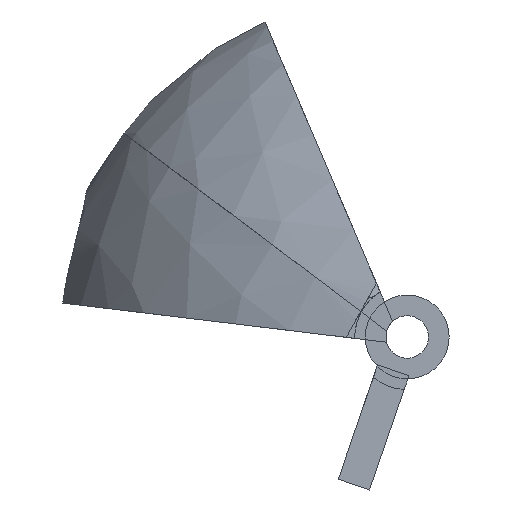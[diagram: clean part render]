
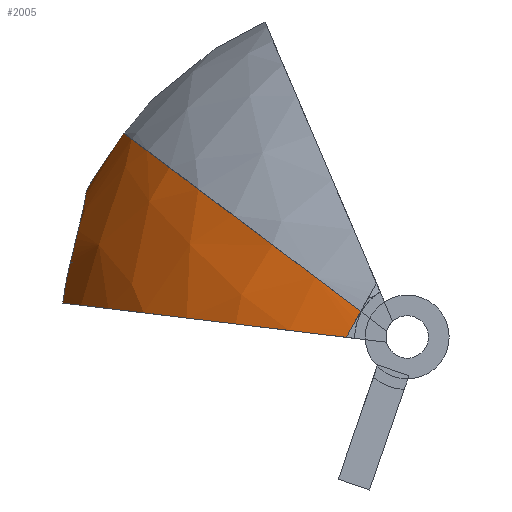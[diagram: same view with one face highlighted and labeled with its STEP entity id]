
A CAD part, left-side view. The second image highlights one B-rep face of the part: STEP entity #2005.
In plain terms, the highlighted spherical face has radius 14.75 mm.
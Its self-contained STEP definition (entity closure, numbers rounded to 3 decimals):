
#28=SPHERICAL_SURFACE('',#2181,14.75);
#76=B_SPLINE_CURVE_WITH_KNOTS('',3,(#3144,#3145,#3146,#3147,#3148,#3149,
#3150,#3151,#3152,#3153,#3154,#3155,#3156),.UNSPECIFIED.,.F.,.F.,(4,2,3,
2,2,4),(-0.2,-0.113,0.,0.113,0.226,
0.226),.UNSPECIFIED.);
#79=B_SPLINE_CURVE_WITH_KNOTS('',3,(#3187,#3188,#3189,#3190,#3191,#3192,
#3193,#3194,#3195,#3196,#3197,#3198,#3199),.UNSPECIFIED.,.F.,.F.,(4,2,2,
3,2,4),(-0.226,-0.226,-0.113,0.,0.113,
0.224),.UNSPECIFIED.);
#83=B_SPLINE_CURVE_WITH_KNOTS('',3,(#3248,#3249,#3250,#3251,#3252,#3253),
 .UNSPECIFIED.,.F.,.F.,(4,2,4),(0.935,0.995,1.06),
 .UNSPECIFIED.);
#142=CIRCLE('',#2157,14.359);
#145=CIRCLE('',#2161,14.297);
#147=CIRCLE('',#2166,14.75);
#148=CIRCLE('',#2168,14.75);
#156=CIRCLE('',#2182,14.598);
#157=CIRCLE('',#2183,14.749);
#158=CIRCLE('',#2184,14.598);
#267=FACE_OUTER_BOUND('',#389,.T.);
#389=EDGE_LOOP('',(#1469,#1470,#1471,#1472,#1473,#1474,#1475,#1476,#1477,
#1478));
#824=VERTEX_POINT('',#3125);
#825=VERTEX_POINT('',#3126);
#830=VERTEX_POINT('',#3137);
#831=VERTEX_POINT('',#3139);
#832=VERTEX_POINT('',#3143);
#835=VERTEX_POINT('',#3185);
#837=VERTEX_POINT('',#3203);
#838=VERTEX_POINT('',#3207);
#848=VERTEX_POINT('',#3255);
#849=VERTEX_POINT('',#3257);
#1048=EDGE_CURVE('',#824,#825,#142,.T.);
#1054=EDGE_CURVE('',#831,#830,#145,.T.);
#1056=EDGE_CURVE('',#832,#824,#76,.T.);
#1061=EDGE_CURVE('',#830,#835,#79,.T.);
#1064=EDGE_CURVE('',#825,#837,#147,.F.);
#1065=EDGE_CURVE('',#838,#831,#148,.F.);
#1080=EDGE_CURVE('',#835,#832,#83,.T.);
#1081=EDGE_CURVE('',#848,#837,#156,.T.);
#1082=EDGE_CURVE('',#849,#848,#157,.F.);
#1083=EDGE_CURVE('',#838,#849,#158,.T.);
#1469=ORIENTED_EDGE('',*,*,#1048,.T.);
#1470=ORIENTED_EDGE('',*,*,#1064,.T.);
#1471=ORIENTED_EDGE('',*,*,#1081,.F.);
#1472=ORIENTED_EDGE('',*,*,#1082,.F.);
#1473=ORIENTED_EDGE('',*,*,#1083,.F.);
#1474=ORIENTED_EDGE('',*,*,#1065,.T.);
#1475=ORIENTED_EDGE('',*,*,#1054,.T.);
#1476=ORIENTED_EDGE('',*,*,#1061,.T.);
#1477=ORIENTED_EDGE('',*,*,#1080,.T.);
#1478=ORIENTED_EDGE('',*,*,#1056,.T.);
#2005=ADVANCED_FACE('',(#267),#28,.T.);
#2157=AXIS2_PLACEMENT_3D('',#3127,#2483,#2484);
#2161=AXIS2_PLACEMENT_3D('',#3140,#2494,#2495);
#2166=AXIS2_PLACEMENT_3D('',#3205,#2508,#2509);
#2168=AXIS2_PLACEMENT_3D('',#3208,#2512,#2513);
#2181=AXIS2_PLACEMENT_3D('',#3254,#2542,#2543);
#2182=AXIS2_PLACEMENT_3D('',#3256,#2544,#2545);
#2183=AXIS2_PLACEMENT_3D('',#3258,#2546,#2547);
#2184=AXIS2_PLACEMENT_3D('',#3259,#2548,#2549);
#2483=DIRECTION('center_axis',(-1.,0.,0.));
#2484=DIRECTION('ref_axis',(0.,0.,-1.));
#2494=DIRECTION('center_axis',(1.,0.,0.));
#2495=DIRECTION('ref_axis',(0.,0.,1.));
#2508=DIRECTION('center_axis',(0.,0.12,
-0.993));
#2509=DIRECTION('ref_axis',(0.,0.993,0.12));
#2512=DIRECTION('center_axis',(0.,0.12,
-0.993));
#2513=DIRECTION('ref_axis',(0.,0.993,0.12));
#2542=DIRECTION('center_axis',(0.577,0.115,0.808));
#2543=DIRECTION('ref_axis',(-0.008,0.991,-0.136));
#2544=DIRECTION('center_axis',(0.,-0.874,
-0.485));
#2545=DIRECTION('ref_axis',(0.,-0.485,0.874));
#2546=DIRECTION('center_axis',(0.,0.6,
-0.8));
#2547=DIRECTION('ref_axis',(0.,0.8,0.6));
#2548=DIRECTION('center_axis',(0.,-0.874,
-0.485));
#2549=DIRECTION('ref_axis',(0.,-0.485,0.874));
#3125=CARTESIAN_POINT('',(-3.374,12.906,6.645));
#3126=CARTESIAN_POINT('',(-3.374,13.227,4.916));
#3127=CARTESIAN_POINT('Origin',(-3.374,-1.024,3.162));
#3137=CARTESIAN_POINT('',(3.626,12.846,6.633));
#3139=CARTESIAN_POINT('',(3.626,13.166,4.909));
#3140=CARTESIAN_POINT('Origin',(3.626,-1.024,3.162));
#3143=CARTESIAN_POINT('',(-0.641,12.249,9.563));
#3144=CARTESIAN_POINT('Ctrl Pts',(-0.641,12.249,9.563));
#3145=CARTESIAN_POINT('Ctrl Pts',(-0.936,12.248,9.536));
#3146=CARTESIAN_POINT('Ctrl Pts',(-1.238,12.258,9.464));
#3147=CARTESIAN_POINT('Ctrl Pts',(-1.891,12.307,9.198));
#3148=CARTESIAN_POINT('Ctrl Pts',(-2.229,12.355,8.972));
#3149=CARTESIAN_POINT('Ctrl Pts',(-2.495,12.413,8.711));
#3150=CARTESIAN_POINT('Ctrl Pts',(-2.762,12.471,8.451));
#3151=CARTESIAN_POINT('Ctrl Pts',(-2.993,12.547,8.122));
#3152=CARTESIAN_POINT('Ctrl Pts',(-3.299,12.719,7.402));
#3153=CARTESIAN_POINT('Ctrl Pts',(-3.374,12.814,7.012));
#3154=CARTESIAN_POINT('Ctrl Pts',(-3.374,12.906,6.646));
#3155=CARTESIAN_POINT('Ctrl Pts',(-3.374,12.906,6.646));
#3156=CARTESIAN_POINT('Ctrl Pts',(-3.374,12.906,6.645));
#3185=CARTESIAN_POINT('',(0.641,12.244,9.574));
#3187=CARTESIAN_POINT('Ctrl Pts',(3.626,12.846,6.633));
#3188=CARTESIAN_POINT('Ctrl Pts',(3.626,12.846,6.634));
#3189=CARTESIAN_POINT('Ctrl Pts',(3.626,12.846,6.634));
#3190=CARTESIAN_POINT('Ctrl Pts',(3.625,12.754,7.));
#3191=CARTESIAN_POINT('Ctrl Pts',(3.55,12.66,7.391));
#3192=CARTESIAN_POINT('Ctrl Pts',(3.244,12.493,8.112));
#3193=CARTESIAN_POINT('Ctrl Pts',(3.013,12.421,8.441));
#3194=CARTESIAN_POINT('Ctrl Pts',(2.746,12.367,8.702));
#3195=CARTESIAN_POINT('Ctrl Pts',(2.48,12.314,8.963));
#3196=CARTESIAN_POINT('Ctrl Pts',(2.143,12.272,9.191));
#3197=CARTESIAN_POINT('Ctrl Pts',(1.409,12.23,9.492));
#3198=CARTESIAN_POINT('Ctrl Pts',(1.013,12.229,9.569));
#3199=CARTESIAN_POINT('Ctrl Pts',(0.641,12.244,9.574));
#3203=CARTESIAN_POINT('',(-14.575,1.224,3.464));
#3205=CARTESIAN_POINT('Origin',(0.,-1.027,
3.191));
#3207=CARTESIAN_POINT('',(14.575,1.224,3.464));
#3208=CARTESIAN_POINT('Origin',(0.,-1.027,
3.191));
#3248=CARTESIAN_POINT('Ctrl Pts',(0.641,12.244,9.574));
#3249=CARTESIAN_POINT('Ctrl Pts',(0.436,12.236,9.612));
#3250=CARTESIAN_POINT('Ctrl Pts',(0.23,12.232,9.63));
#3251=CARTESIAN_POINT('Ctrl Pts',(-0.189,12.233,9.63));
#3252=CARTESIAN_POINT('Ctrl Pts',(-0.416,12.238,9.609));
#3253=CARTESIAN_POINT('Ctrl Pts',(-0.641,12.249,9.563));
#3254=CARTESIAN_POINT('Origin',(0.,-1.024,3.162));
#3255=CARTESIAN_POINT('',(-14.591,0.609,4.571));
#3256=CARTESIAN_POINT('Origin',(0.,0.823,
4.187));
#3257=CARTESIAN_POINT('',(14.591,0.609,4.571));
#3258=CARTESIAN_POINT('Origin',(0.,-1.112,3.279));
#3259=CARTESIAN_POINT('Origin',(0.,0.823,
4.187));
